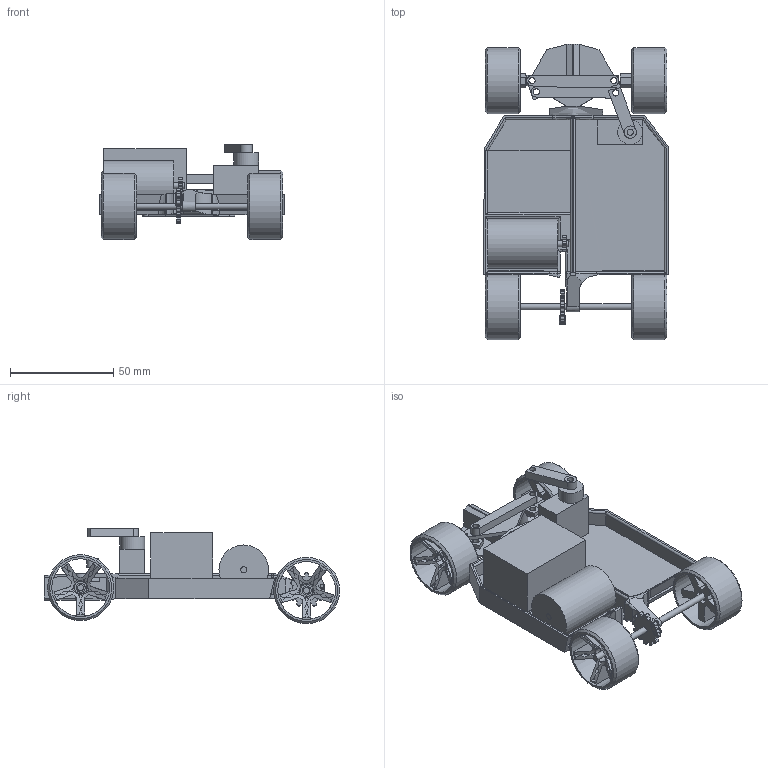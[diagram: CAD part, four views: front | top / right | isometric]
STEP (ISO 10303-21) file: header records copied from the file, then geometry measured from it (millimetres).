
FILE_DESCRIPTION(/* description */ (''),/* implementation_level */ '2;1');
FILE_NAME(/* name */ 'car v2.step',/* time_stamp */ '2025-12-05T20:35:36-08:00',/* author */ (''),/* organization */ (''),/* preprocessor_version */ 'ST-DEVELOPER v20.1',/* originating_system */ 'Autodesk Translation Framework v14.21.0.0',/* authorisation */ '');
FILE_SCHEMA (('AUTOMOTIVE_DESIGN { 1 0 10303 214 3 1 1 }'));
Length unit declared in the file: millimetre
Products named in the file (2): ansh car v2; ansh car
Assembly tree (1 placements, depth 2):
  ansh car v2
    ansh car
Bounding box: 89.51 x 143.12 x 46.04 mm (x, y, z)
Volume: 108253.6 mm3; surface area: 62378.8 mm2
Topology: 18 solids, 18 shells, 781 faces, 2118 edges, 1321 vertices
Faces by surface type: plane 462, cylinder 221, cone 76, bspline 14, torus 6, sphere 2
Full cylindrical faces by diameter (mm): 1.7 x4, 3 x24, 4.4 x6, 5 x2, 6 x1, 12 x1, 24 x1, 28 x4, 32 x4
Entity records: 24881 total; most frequent: CARTESIAN_POINT 5999, ORIENTED_EDGE 4236, DIRECTION 3696, EDGE_CURVE 2118, VERTEX_POINT 1321, AXIS2_PLACEMENT_3D 1308, LINE 1080, VECTOR 1080
